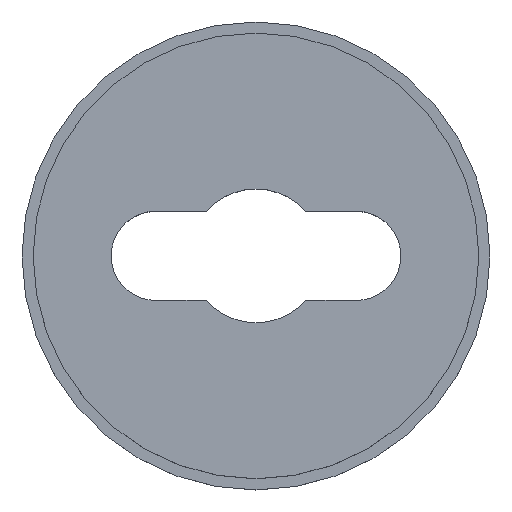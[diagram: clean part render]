
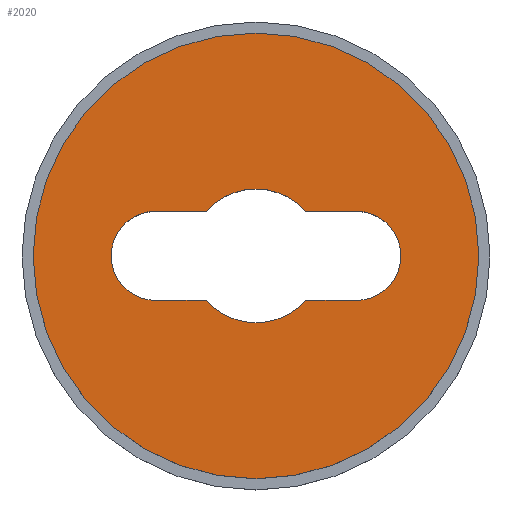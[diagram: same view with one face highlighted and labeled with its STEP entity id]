
A CAD part, top view. The second image highlights one B-rep face of the part: STEP entity #2020.
In plain terms, the highlighted planar face has unit normal (0, 0, 1).
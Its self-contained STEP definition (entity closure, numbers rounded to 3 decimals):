
#33=FACE_BOUND('',#408,.T.);
#302=FACE_OUTER_BOUND('',#407,.T.);
#407=EDGE_LOOP('',(#1576));
#408=EDGE_LOOP('',(#1577,#1578,#1579,#1580,#1581,#1582,#1583,#1584));
#530=LINE('',#3695,#640);
#537=LINE('',#3729,#647);
#538=LINE('',#3732,#648);
#539=LINE('',#3734,#649);
#640=VECTOR('',#2471,10.);
#647=VECTOR('',#2496,10.);
#648=VECTOR('',#2499,10.);
#649=VECTOR('',#2500,10.);
#726=CIRCLE('',#2177,8.);
#728=CIRCLE('',#2180,8.);
#730=CIRCLE('',#2183,40.);
#731=CIRCLE('',#2184,12.);
#732=CIRCLE('',#2185,12.);
#881=VERTEX_POINT('',#3692);
#882=VERTEX_POINT('',#3694);
#887=VERTEX_POINT('',#3711);
#889=VERTEX_POINT('',#3717);
#890=VERTEX_POINT('',#3718);
#893=VERTEX_POINT('',#3726);
#894=VERTEX_POINT('',#3728);
#895=VERTEX_POINT('',#3730);
#896=VERTEX_POINT('',#3733);
#1149=EDGE_CURVE('',#882,#881,#530,.T.);
#1155=EDGE_CURVE('',#887,#882,#726,.T.);
#1158=EDGE_CURVE('',#889,#890,#728,.T.);
#1162=EDGE_CURVE('',#893,#893,#730,.T.);
#1163=EDGE_CURVE('',#894,#887,#537,.T.);
#1164=EDGE_CURVE('',#895,#881,#731,.T.);
#1165=EDGE_CURVE('',#895,#889,#538,.T.);
#1166=EDGE_CURVE('',#890,#896,#539,.T.);
#1167=EDGE_CURVE('',#894,#896,#732,.T.);
#1576=ORIENTED_EDGE('',*,*,#1162,.T.);
#1577=ORIENTED_EDGE('',*,*,#1163,.T.);
#1578=ORIENTED_EDGE('',*,*,#1155,.T.);
#1579=ORIENTED_EDGE('',*,*,#1149,.T.);
#1580=ORIENTED_EDGE('',*,*,#1164,.F.);
#1581=ORIENTED_EDGE('',*,*,#1165,.T.);
#1582=ORIENTED_EDGE('',*,*,#1158,.T.);
#1583=ORIENTED_EDGE('',*,*,#1166,.T.);
#1584=ORIENTED_EDGE('',*,*,#1167,.F.);
#1958=PLANE('',#2182);
#2020=ADVANCED_FACE('',(#302,#33),#1958,.T.);
#2177=AXIS2_PLACEMENT_3D('',#3712,#2479,#2480);
#2180=AXIS2_PLACEMENT_3D('',#3719,#2486,#2487);
#2182=AXIS2_PLACEMENT_3D('',#3725,#2492,#2493);
#2183=AXIS2_PLACEMENT_3D('',#3727,#2494,#2495);
#2184=AXIS2_PLACEMENT_3D('',#3731,#2497,#2498);
#2185=AXIS2_PLACEMENT_3D('',#3735,#2501,#2502);
#2471=DIRECTION('',(-1.,0.,0.));
#2479=DIRECTION('center_axis',(0.,0.,-1.));
#2480=DIRECTION('ref_axis',(0.,1.,0.));
#2486=DIRECTION('center_axis',(0.,0.,-1.));
#2487=DIRECTION('ref_axis',(0.866,-0.5,0.));
#2492=DIRECTION('center_axis',(0.,0.,1.));
#2493=DIRECTION('ref_axis',(1.,0.,0.));
#2494=DIRECTION('center_axis',(0.,0.,1.));
#2495=DIRECTION('ref_axis',(1.,0.,0.));
#2496=DIRECTION('',(1.,0.,0.));
#2497=DIRECTION('center_axis',(0.,0.,1.));
#2498=DIRECTION('ref_axis',(1.,0.,0.));
#2499=DIRECTION('',(-1.,0.,0.));
#2500=DIRECTION('',(1.,0.,0.));
#2501=DIRECTION('center_axis',(0.,0.,1.));
#2502=DIRECTION('ref_axis',(1.,0.,0.));
#3692=CARTESIAN_POINT('',(8.944,-8.,69.2));
#3694=CARTESIAN_POINT('',(18.,-8.,69.2));
#3695=CARTESIAN_POINT('',(-3.,-8.,69.2));
#3711=CARTESIAN_POINT('',(18.,8.,69.2));
#3712=CARTESIAN_POINT('Origin',(18.,0.,69.2));
#3717=CARTESIAN_POINT('',(-18.,-8.,69.2));
#3718=CARTESIAN_POINT('',(-18.,8.,69.2));
#3719=CARTESIAN_POINT('Origin',(-18.,0.,69.2));
#3725=CARTESIAN_POINT('Origin',(12.,0.,69.2));
#3726=CARTESIAN_POINT('',(-40.,0.,69.2));
#3727=CARTESIAN_POINT('Origin',(0.,0.,69.2));
#3728=CARTESIAN_POINT('',(8.944,8.,69.2));
#3729=CARTESIAN_POINT('',(15.,8.,69.2));
#3730=CARTESIAN_POINT('',(-8.944,-8.,69.2));
#3731=CARTESIAN_POINT('Origin',(0.,0.,69.2));
#3732=CARTESIAN_POINT('',(-3.,-8.,69.2));
#3733=CARTESIAN_POINT('',(-8.944,8.,69.2));
#3734=CARTESIAN_POINT('',(15.,8.,69.2));
#3735=CARTESIAN_POINT('Origin',(0.,0.,69.2));
